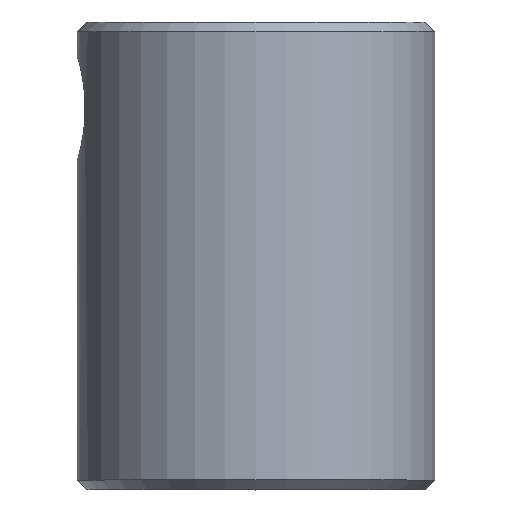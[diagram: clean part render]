
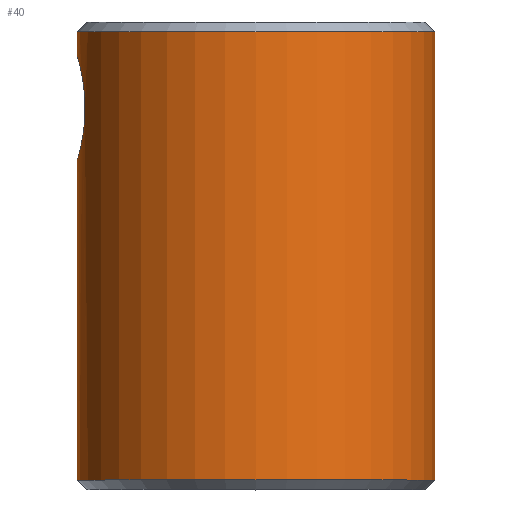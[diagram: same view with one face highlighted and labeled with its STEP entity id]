
A CAD part, top view. The second image highlights one B-rep face of the part: STEP entity #40.
In plain terms, the highlighted cylindrical face has radius 9.525 mm (diameter 19.05 mm), a full revolution.
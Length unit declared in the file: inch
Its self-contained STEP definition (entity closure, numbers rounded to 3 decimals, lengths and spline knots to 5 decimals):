
#1 = CARTESIAN_POINT ( 'NONE',  ( -0.37338, 0.90436, 0.0355 ) ) ;
#4 = CARTESIAN_POINT ( 'NONE',  ( -0.36899, 0.71259, 0.06716 ) ) ;
#7 = AXIS2_PLACEMENT_3D ( 'NONE', #79, #257, #123 ) ;
#9 = CARTESIAN_POINT ( 'NONE',  ( -0.36021, 0.76432, -0.1043 ) ) ;
#12 = CARTESIAN_POINT ( 'NONE',  ( -0.37112, 0.70393, -0.05546 ) ) ;
#18 = CYLINDRICAL_SURFACE ( 'NONE', #170, 0.375 ) ;
#21 = CARTESIAN_POINT ( 'NONE',  ( -0.36578, 0.87275, -0.08282 ) ) ;
#27 = CARTESIAN_POINT ( 'NONE',  ( -0.37478, 0.69074, 0.01459 ) ) ;
#29 = AXIS2_PLACEMENT_3D ( 'NONE', #208, #55, #321 ) ;
#34 = CARTESIAN_POINT ( 'NONE',  ( -0.37397, 0.90644, -0.02867 ) ) ;
#40 = ADVANCED_FACE ( 'NONE', ( #152, #255, #129 ), #18, .T. ) ;
#45 = B_SPLINE_CURVE_WITH_KNOTS ( 'NONE', 3,
 ( #223, #341, #104, #47, #49, #154, #125, #156, #21, #228, #183, #216, #34, #57, #296, #331, #137, #62, #1, #214, #135, #239, #190, #59, #294, #139, #271, #237, #235, #351, #141, #327, #191, #167, #94, #115, #213, #241, #4, #163, #243, #268, #329, #27, #132, #199, #254, #307, #342, #12, #48, #249, #74, #153, #222, #9, #305, #256, #340, #339 ),
 .UNSPECIFIED., .T., .F.,
 ( 4, 2, 2, 2, 2, 2, 2, 2, 2, 2, 2, 2, 2, 2, 2, 2, 2, 2, 2, 2, 2, 2, 2, 2, 2, 2, 2, 2, 2, 4 ),
 ( 0., 0.00055, 0.0011, 0.00165, 0.0022, 0.00329, 0.00384, 0.00439, 0.00494, 0.00549, 0.00659, 0.00714, 0.00768, 0.00823, 0.00878, 0.00933, 0.00988, 0.01043, 0.01098, 0.01153, 0.01208, 0.01262, 0.01317, 0.01372, 0.01427, 0.01537, 0.01592, 0.01647, 0.01702, 0.01757 ),
 .UNSPECIFIED. ) ;
#47 = CARTESIAN_POINT ( 'NONE',  ( -0.35957, 0.8286, -0.10646 ) ) ;
#48 = CARTESIAN_POINT ( 'NONE',  ( -0.36899, 0.71211, -0.06766 ) ) ;
#49 = CARTESIAN_POINT ( 'NONE',  ( -0.36021, 0.83561, -0.10433 ) ) ;
#55 = DIRECTION ( 'NONE',  ( 0., -1., 0. ) ) ;
#57 = CARTESIAN_POINT ( 'NONE',  ( -0.37479, 0.90929, -0.01446 ) ) ;
#59 = CARTESIAN_POINT ( 'NONE',  ( -0.3627, 0.8553, 0.09536 ) ) ;
#60 = VERTEX_POINT ( 'NONE', #169 ) ;
#62 = CARTESIAN_POINT ( 'NONE',  ( -0.37397, 0.90645, 0.02862 ) ) ;
#74 = CARTESIAN_POINT ( 'NONE',  ( -0.36469, 0.73283, -0.08741 ) ) ;
#79 = CARTESIAN_POINT ( 'NONE',  ( 0., 0.02, 0. ) ) ;
#94 = CARTESIAN_POINT ( 'NONE',  ( -0.36269, 0.74477, 0.0954 ) ) ;
#104 = CARTESIAN_POINT ( 'NONE',  ( -0.35873, 0.81449, -0.10928 ) ) ;
#112 = DIRECTION ( 'NONE',  ( 0., 0., -1. ) ) ;
#115 = CARTESIAN_POINT ( 'NONE',  ( -0.36469, 0.73286, 0.08743 ) ) ;
#117 = VERTEX_POINT ( 'NONE', #196 ) ;
#123 = DIRECTION ( 'NONE',  ( 0., 0., 1. ) ) ;
#125 = CARTESIAN_POINT ( 'NONE',  ( -0.36268, 0.85521, -0.09541 ) ) ;
#129 = FACE_OUTER_BOUND ( 'NONE', #200, .T. ) ;
#132 = CARTESIAN_POINT ( 'NONE',  ( -0.375, 0.69, 0.00729 ) ) ;
#135 = CARTESIAN_POINT ( 'NONE',  ( -0.369, 0.88793, 0.06764 ) ) ;
#137 = CARTESIAN_POINT ( 'NONE',  ( -0.37479, 0.90928, 0.01448 ) ) ;
#139 = CARTESIAN_POINT ( 'NONE',  ( -0.36021, 0.83561, 0.10433 ) ) ;
#141 = CARTESIAN_POINT ( 'NONE',  ( -0.35872, 0.78563, 0.1093 ) ) ;
#143 = ORIENTED_EDGE ( 'NONE', *, *, #221, .T. ) ;
#148 = EDGE_LOOP ( 'NONE', ( #143 ) ) ;
#149 = ORIENTED_EDGE ( 'NONE', *, *, #262, .T. ) ;
#152 = FACE_BOUND ( 'NONE', #250, .T. ) ;
#153 = CARTESIAN_POINT ( 'NONE',  ( -0.36269, 0.74477, -0.0954 ) ) ;
#154 = CARTESIAN_POINT ( 'NONE',  ( -0.36176, 0.84891, -0.09879 ) ) ;
#156 = CARTESIAN_POINT ( 'NONE',  ( -0.36469, 0.86714, -0.08743 ) ) ;
#163 = CARTESIAN_POINT ( 'NONE',  ( -0.37095, 0.70464, 0.0553 ) ) ;
#165 = CIRCLE ( 'NONE', #7, 0.375 ) ;
#167 = CARTESIAN_POINT ( 'NONE',  ( -0.36175, 0.7512, 0.09885 ) ) ;
#169 = CARTESIAN_POINT ( 'NONE',  ( 0., 0.02, 0.375 ) ) ;
#170 = AXIS2_PLACEMENT_3D ( 'NONE', #285, #315, #112 ) ;
#176 = EDGE_CURVE ( 'NONE', #117, #117, #270, .T. ) ;
#183 = CARTESIAN_POINT ( 'NONE',  ( -0.37111, 0.89606, -0.05548 ) ) ;
#190 = CARTESIAN_POINT ( 'NONE',  ( -0.3647, 0.86718, 0.0874 ) ) ;
#191 = CARTESIAN_POINT ( 'NONE',  ( -0.3602, 0.76446, 0.10435 ) ) ;
#192 = CARTESIAN_POINT ( 'NONE',  ( -0.3585, 0.8, -0.11 ) ) ;
#196 = CARTESIAN_POINT ( 'NONE',  ( 0., 0.95992, 0.375 ) ) ;
#199 = CARTESIAN_POINT ( 'NONE',  ( -0.375, 0.69, -0.00722 ) ) ;
#200 = EDGE_LOOP ( 'NONE', ( #277 ) ) ;
#208 = CARTESIAN_POINT ( 'NONE',  ( 0., 0.95992, 0. ) ) ;
#213 = CARTESIAN_POINT ( 'NONE',  ( -0.36576, 0.72735, 0.0829 ) ) ;
#214 = CARTESIAN_POINT ( 'NONE',  ( -0.37111, 0.89603, 0.05556 ) ) ;
#216 = CARTESIAN_POINT ( 'NONE',  ( -0.37336, 0.90431, -0.03565 ) ) ;
#221 = EDGE_CURVE ( 'NONE', #60, #60, #165, .T. ) ;
#222 = CARTESIAN_POINT ( 'NONE',  ( -0.36177, 0.75106, -0.09878 ) ) ;
#223 = CARTESIAN_POINT ( 'NONE',  ( -0.3585, 0.8, -0.11 ) ) ;
#228 = CARTESIAN_POINT ( 'NONE',  ( -0.36898, 0.88787, -0.06769 ) ) ;
#235 = CARTESIAN_POINT ( 'NONE',  ( -0.3585, 0.80725, 0.11 ) ) ;
#237 = CARTESIAN_POINT ( 'NONE',  ( -0.35873, 0.81455, 0.10927 ) ) ;
#239 = CARTESIAN_POINT ( 'NONE',  ( -0.36577, 0.87269, 0.08287 ) ) ;
#241 = CARTESIAN_POINT ( 'NONE',  ( -0.36791, 0.71719, 0.07276 ) ) ;
#243 = CARTESIAN_POINT ( 'NONE',  ( -0.37185, 0.70124, 0.04899 ) ) ;
#244 = VERTEX_POINT ( 'NONE', #192 ) ;
#249 = CARTESIAN_POINT ( 'NONE',  ( -0.36578, 0.72723, -0.0828 ) ) ;
#250 = EDGE_LOOP ( 'NONE', ( #149 ) ) ;
#254 = CARTESIAN_POINT ( 'NONE',  ( -0.37479, 0.69071, -0.01438 ) ) ;
#255 = FACE_OUTER_BOUND ( 'NONE', #148, .T. ) ;
#256 = CARTESIAN_POINT ( 'NONE',  ( -0.35873, 0.7855, -0.10928 ) ) ;
#257 = DIRECTION ( 'NONE',  ( 0., 1., 0. ) ) ;
#262 = EDGE_CURVE ( 'NONE', #244, #244, #45, .T. ) ;
#268 = CARTESIAN_POINT ( 'NONE',  ( -0.37337, 0.69566, 0.03557 ) ) ;
#270 = CIRCLE ( 'NONE', #29, 0.375 ) ;
#271 = CARTESIAN_POINT ( 'NONE',  ( -0.35958, 0.82875, 0.10642 ) ) ;
#277 = ORIENTED_EDGE ( 'NONE', *, *, #176, .T. ) ;
#285 = CARTESIAN_POINT ( 'NONE',  ( 0., 0.97992, 0. ) ) ;
#294 = CARTESIAN_POINT ( 'NONE',  ( -0.36176, 0.84886, 0.09881 ) ) ;
#296 = CARTESIAN_POINT ( 'NONE',  ( -0.375, 0.91, -0.00729 ) ) ;
#305 = CARTESIAN_POINT ( 'NONE',  ( -0.35958, 0.77134, -0.10645 ) ) ;
#307 = CARTESIAN_POINT ( 'NONE',  ( -0.37398, 0.69353, -0.02856 ) ) ;
#315 = DIRECTION ( 'NONE',  ( 0., -1., 0. ) ) ;
#321 = DIRECTION ( 'NONE',  ( 0., 0., 1. ) ) ;
#327 = CARTESIAN_POINT ( 'NONE',  ( -0.35958, 0.77134, 0.10645 ) ) ;
#329 = CARTESIAN_POINT ( 'NONE',  ( -0.37397, 0.69356, 0.02869 ) ) ;
#331 = CARTESIAN_POINT ( 'NONE',  ( -0.375, 0.91, 0.00715 ) ) ;
#339 = CARTESIAN_POINT ( 'NONE',  ( -0.3585, 0.8, -0.11 ) ) ;
#340 = CARTESIAN_POINT ( 'NONE',  ( -0.3585, 0.79269, -0.11 ) ) ;
#341 = CARTESIAN_POINT ( 'NONE',  ( -0.3585, 0.80731, -0.11 ) ) ;
#342 = CARTESIAN_POINT ( 'NONE',  ( -0.37337, 0.69566, -0.03558 ) ) ;
#351 = CARTESIAN_POINT ( 'NONE',  ( -0.3585, 0.79284, 0.11 ) ) ;
